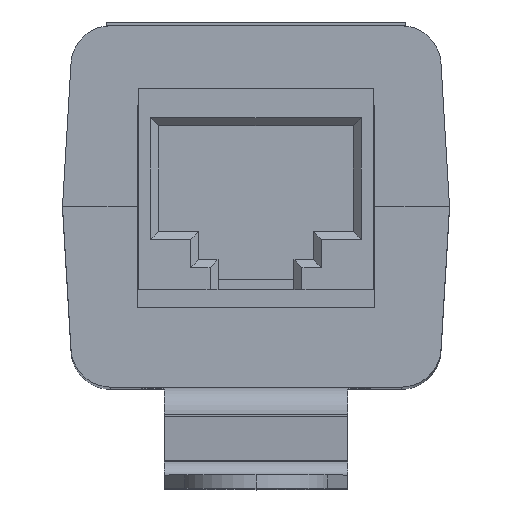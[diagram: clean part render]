
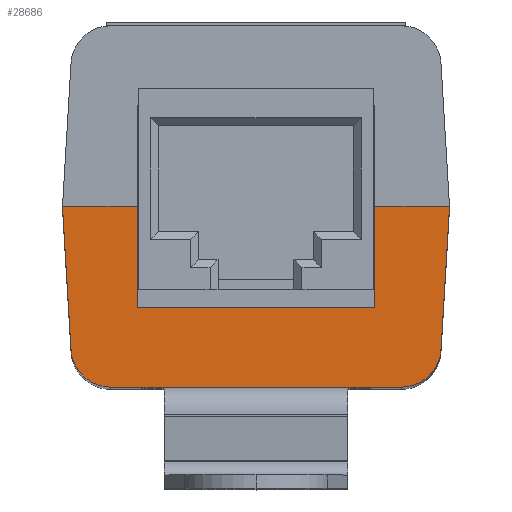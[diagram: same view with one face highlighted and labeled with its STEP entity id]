
A CAD part, top view. The second image highlights one B-rep face of the part: STEP entity #28686.
In plain terms, the highlighted planar face has unit normal (0, 0, 1).
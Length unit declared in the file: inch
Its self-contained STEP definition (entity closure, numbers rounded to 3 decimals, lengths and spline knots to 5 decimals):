
#730 = DIRECTION ( 'NONE',  ( -1., 0., 0. ) ) ;
#1528 = CARTESIAN_POINT ( 'NONE',  ( -0.2975, 0.12675, 1.667 ) ) ;
#3801 = DIRECTION ( 'NONE',  ( -1., 0., 0. ) ) ;
#7831 = LINE ( 'NONE', #58643, #45136 ) ;
#8883 = DIRECTION ( 'NONE',  ( -0.059, 0.998, 0. ) ) ;
#11409 = CARTESIAN_POINT ( 'NONE',  ( -0.48525, 0., 1.667 ) ) ;
#13497 = DIRECTION ( 'NONE',  ( 1., 0., 0. ) ) ;
#14505 = LINE ( 'NONE', #51405, #74157 ) ;
#17860 = CARTESIAN_POINT ( 'NONE',  ( -0.46386, 0.35895, 1.667 ) ) ;
#18750 = CARTESIAN_POINT ( 'NONE',  ( 0.48525, 0., 1.667 ) ) ;
#19384 = LINE ( 'NONE', #59121, #39242 ) ;
#22967 = CIRCLE ( 'NONE', #70943, 0.1 ) ;
#24321 = EDGE_CURVE ( 'NONE', #30376, #42839, #19384, .T. ) ;
#24356 = EDGE_LOOP ( 'NONE', ( #63134, #87942, #86266, #37361, #30020, #26042, #48051, #25346, #46820, #68266 ) ) ;
#25162 = CARTESIAN_POINT ( 'NONE',  ( -0.36403, 0.453, 1.667 ) ) ;
#25346 = ORIENTED_EDGE ( 'NONE', *, *, #48957, .T. ) ;
#26042 = ORIENTED_EDGE ( 'NONE', *, *, #30312, .T. ) ;
#26372 = CARTESIAN_POINT ( 'NONE',  ( 0.46386, 0.35895, 1.667 ) ) ;
#27191 = EDGE_CURVE ( 'NONE', #42839, #83334, #7831, .T. ) ;
#27555 = EDGE_CURVE ( 'NONE', #66903, #65430, #22967, .T. ) ;
#28215 = CIRCLE ( 'NONE', #78069, 0.1 ) ;
#28686 = ADVANCED_FACE ( 'NONE', ( #51845 ), #67055, .T. ) ;
#29674 = VERTEX_POINT ( 'NONE', #11409 ) ;
#30020 = ORIENTED_EDGE ( 'NONE', *, *, #86109, .T. ) ;
#30123 = DIRECTION ( 'NONE',  ( 1., 0., 0. ) ) ;
#30312 = EDGE_CURVE ( 'NONE', #29674, #67678, #14505, .T. ) ;
#30376 = VERTEX_POINT ( 'NONE', #67674 ) ;
#30863 = CARTESIAN_POINT ( 'NONE',  ( 0., 0.2535, 1.667 ) ) ;
#35297 = EDGE_CURVE ( 'NONE', #76636, #66903, #78859, .T. ) ;
#35929 = CARTESIAN_POINT ( 'NONE',  ( -0.46386, 0.35895, 1.667 ) ) ;
#37361 = ORIENTED_EDGE ( 'NONE', *, *, #27555, .T. ) ;
#37942 = VERTEX_POINT ( 'NONE', #71601 ) ;
#37964 = CARTESIAN_POINT ( 'NONE',  ( -0.49107, 0., 1.667 ) ) ;
#39034 = AXIS2_PLACEMENT_3D ( 'NONE', #37964, #74884, #30123 ) ;
#39242 = VECTOR ( 'NONE', #67251, 39.37008 ) ;
#40598 = CARTESIAN_POINT ( 'NONE',  ( -0.36403, 0.353, 1.667 ) ) ;
#41716 = EDGE_CURVE ( 'NONE', #70589, #76636, #28215, .T. ) ;
#41878 = DIRECTION ( 'NONE',  ( 0., 0., 1. ) ) ;
#42839 = VERTEX_POINT ( 'NONE', #52445 ) ;
#43267 = EDGE_CURVE ( 'NONE', #83334, #70589, #45800, .T. ) ;
#43420 = DIRECTION ( 'NONE',  ( -0.059, -0.998, 0. ) ) ;
#45136 = VECTOR ( 'NONE', #96064, 39.37008 ) ;
#45800 = LINE ( 'NONE', #69245, #79732 ) ;
#46820 = ORIENTED_EDGE ( 'NONE', *, *, #24321, .T. ) ;
#48051 = ORIENTED_EDGE ( 'NONE', *, *, #86668, .T. ) ;
#48957 = EDGE_CURVE ( 'NONE', #37942, #30376, #93576, .T. ) ;
#51405 = CARTESIAN_POINT ( 'NONE',  ( -0.39138, 0., 1.667 ) ) ;
#51845 = FACE_OUTER_BOUND ( 'NONE', #24356, .T. ) ;
#52445 = CARTESIAN_POINT ( 'NONE',  ( 0.2975, 0., 1.667 ) ) ;
#54397 = DIRECTION ( 'NONE',  ( -1., 0., 0. ) ) ;
#54951 = DIRECTION ( 'NONE',  ( 0., 1., 0. ) ) ;
#58643 = CARTESIAN_POINT ( 'NONE',  ( 0.39138, 0., 1.667 ) ) ;
#59121 = CARTESIAN_POINT ( 'NONE',  ( 0.2975, 0.12675, 1.667 ) ) ;
#61944 = DIRECTION ( 'NONE',  ( 0., 0., 1. ) ) ;
#62525 = VECTOR ( 'NONE', #730, 39.37008 ) ;
#63134 = ORIENTED_EDGE ( 'NONE', *, *, #43267, .T. ) ;
#65430 = VERTEX_POINT ( 'NONE', #17860 ) ;
#66903 = VERTEX_POINT ( 'NONE', #25162 ) ;
#67055 = PLANE ( 'NONE',  #39034 ) ;
#67251 = DIRECTION ( 'NONE',  ( 0., -1., 0. ) ) ;
#67674 = CARTESIAN_POINT ( 'NONE',  ( 0.2975, 0.2535, 1.667 ) ) ;
#67678 = VERTEX_POINT ( 'NONE', #93350 ) ;
#67852 = CARTESIAN_POINT ( 'NONE',  ( -0.49107, 0.453, 1.667 ) ) ;
#68266 = ORIENTED_EDGE ( 'NONE', *, *, #27191, .T. ) ;
#69245 = CARTESIAN_POINT ( 'NONE',  ( 0.47455, 0.17947, 1.667 ) ) ;
#69365 = DIRECTION ( 'NONE',  ( 1., 0., 0. ) ) ;
#69700 = VECTOR ( 'NONE', #54951, 39.37008 ) ;
#70589 = VERTEX_POINT ( 'NONE', #26372 ) ;
#70943 = AXIS2_PLACEMENT_3D ( 'NONE', #40598, #41878, #3801 ) ;
#71601 = CARTESIAN_POINT ( 'NONE',  ( -0.2975, 0.2535, 1.667 ) ) ;
#73785 = VECTOR ( 'NONE', #69365, 39.37008 ) ;
#74157 = VECTOR ( 'NONE', #13497, 39.37008 ) ;
#74884 = DIRECTION ( 'NONE',  ( 0., 0., 1. ) ) ;
#76636 = VERTEX_POINT ( 'NONE', #82638 ) ;
#78069 = AXIS2_PLACEMENT_3D ( 'NONE', #85366, #61944, #54397 ) ;
#78859 = LINE ( 'NONE', #67852, #62525 ) ;
#79732 = VECTOR ( 'NONE', #8883, 39.37008 ) ;
#82633 = LINE ( 'NONE', #35929, #93120 ) ;
#82638 = CARTESIAN_POINT ( 'NONE',  ( 0.36403, 0.453, 1.667 ) ) ;
#83334 = VERTEX_POINT ( 'NONE', #18750 ) ;
#85366 = CARTESIAN_POINT ( 'NONE',  ( 0.36403, 0.353, 1.667 ) ) ;
#86109 = EDGE_CURVE ( 'NONE', #65430, #29674, #82633, .T. ) ;
#86266 = ORIENTED_EDGE ( 'NONE', *, *, #35297, .T. ) ;
#86668 = EDGE_CURVE ( 'NONE', #67678, #37942, #89532, .T. ) ;
#87942 = ORIENTED_EDGE ( 'NONE', *, *, #41716, .T. ) ;
#89532 = LINE ( 'NONE', #1528, #69700 ) ;
#93120 = VECTOR ( 'NONE', #43420, 39.37008 ) ;
#93350 = CARTESIAN_POINT ( 'NONE',  ( -0.2975, 0., 1.667 ) ) ;
#93576 = LINE ( 'NONE', #30863, #73785 ) ;
#96064 = DIRECTION ( 'NONE',  ( 1., 0., 0. ) ) ;
